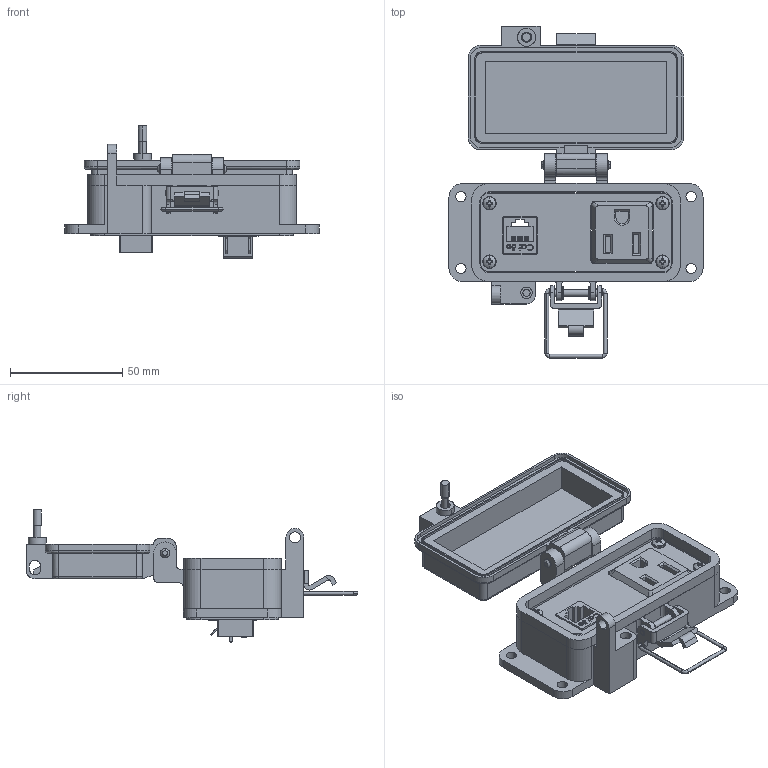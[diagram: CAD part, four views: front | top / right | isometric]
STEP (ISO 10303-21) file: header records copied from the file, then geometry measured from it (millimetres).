
FILE_DESCRIPTION (( 'STEP AP203' ), '1' );
FILE_NAME ('P-R2-F3R0-PXXX_3D.STEP', '2020-12-14T17:26:44', ( '' ), ( '' ), 'SwSTEP 2.0', 'SolidWorks 2019', '' );
FILE_SCHEMA (( 'CONFIG_CONTROL_DESIGN' ));
Length unit declared in the file: millimetre
Products named in the file (11): P-R2-F3R0-PXXX_TP060_1; Z-200-OTLT-R0SQ; 92005A124_METRIC PAN HEAD PHILLIPS MACHINE SCREW_92005A124; R; Z-H-F3_B; R2; P-R2-F3R0-PXXX_BP240_1; P-R2-F3R0-PXXX_3D; Z-300-RJ45CAT5; -F3; P-R2-F3R0-PXXX_FP060_1
Assembly tree (13 placements, depth 3):
  P-R2-F3R0-PXXX_3D
    P-R2-F3R0-PXXX_BP240_1
    P-R2-F3R0-PXXX_TP060_1
    P-R2-F3R0-PXXX_FP060_1
    R
      Z-200-OTLT-R0SQ
    R2
      Z-300-RJ45CAT5
    -F3
      Z-H-F3_B
    92005A124_METRIC PAN HEAD PHILLIPS MACHINE SCREW_92005A124  x4
Bounding box: 113 x 147.61 x 58.8 mm (x, y, z)
Volume: 97561.1 mm3; surface area: 73789.2 mm2
Topology: 19 solids, 19 shells, 1746 faces, 4894 edges, 3238 vertices
Faces by surface type: cylinder 855, plane 666, bspline 156, cone 45, torus 16, sphere 8
Entity records: 47826 total; most frequent: CARTESIAN_POINT 17339, ORIENTED_EDGE 6632, DIRECTION 5318, EDGE_CURVE 3316, VERTEX_POINT 2191, LINE 2066, VECTOR 2066, AXIS2_PLACEMENT_3D 1626
